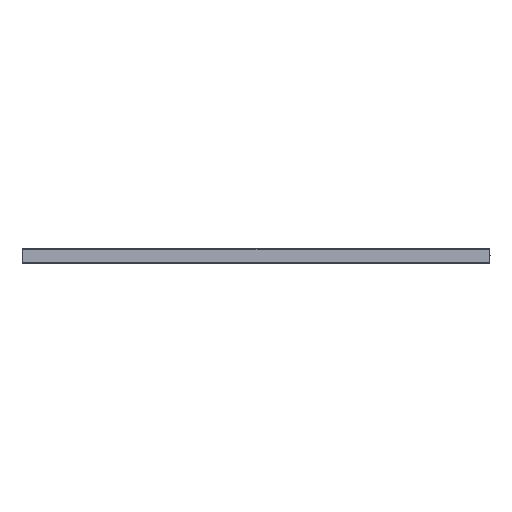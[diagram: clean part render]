
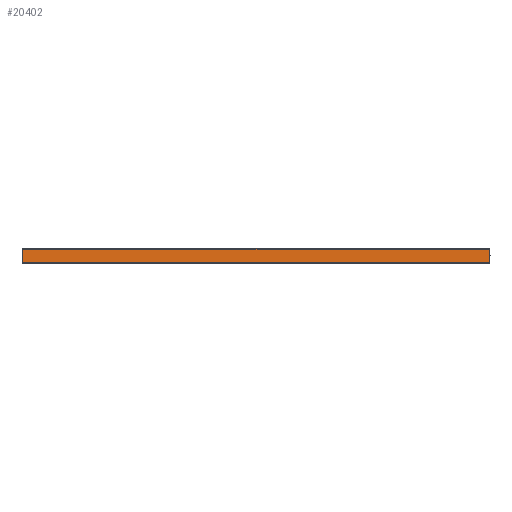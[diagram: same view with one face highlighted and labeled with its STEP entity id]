
A CAD part, top view. The second image highlights one B-rep face of the part: STEP entity #20402.
In plain terms, the highlighted planar face has unit normal (0, 0.035, 0.999).
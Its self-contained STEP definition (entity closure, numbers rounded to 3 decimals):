
#1=CARTESIAN_POINT('',(-650.,-1.967,436.172));
#2=CARTESIAN_POINT('',(-646.999,-1.969,436.172));
#3=CARTESIAN_POINT('',(-620.086,-1.989,436.173));
#4=CARTESIAN_POINT('',(-566.752,-2.024,436.174));
#5=CARTESIAN_POINT('',(-516.419,-2.039,436.174));
#6=CARTESIAN_POINT('',(-490.,-2.039,436.174));
#8=CARTESIAN_POINT('',(490.,-2.039,436.174));
#9=CARTESIAN_POINT('',(512.52,-2.039,436.174));
#10=CARTESIAN_POINT('',(557.35,-2.027,436.174));
#11=CARTESIAN_POINT('',(610.683,-1.995,436.173));
#12=CARTESIAN_POINT('',(641.497,-1.973,436.172));
#13=CARTESIAN_POINT('',(650.,-1.967,436.172));
#15=DIRECTION('',(0.,-0.999,0.035));
#16=VECTOR('',#15,38.056);
#17=CARTESIAN_POINT('',(-650.,-1.967,436.172));
#18=LINE('',#17,#16);
#93=DIRECTION('',(1.,0.,0.));
#94=VECTOR('',#93,1300.);
#95=CARTESIAN_POINT('',(-650.,-40.,437.5));
#96=LINE('',#95,#94);
#467=DIRECTION('',(0.,0.999,-0.035));
#468=VECTOR('',#467,38.056);
#469=CARTESIAN_POINT('',(650.,-40.,437.5));
#470=LINE('',#469,#468);
#576=CARTESIAN_POINT('',(490.,-2.039,436.174));
#577=CARTESIAN_POINT('',(480.595,-2.039,436.174));
#578=CARTESIAN_POINT('',(462.266,-2.038,436.174));
#579=CARTESIAN_POINT('',(436.502,-2.036,436.174));
#580=CARTESIAN_POINT('',(411.604,-2.033,436.174));
#581=CARTESIAN_POINT('',(386.59,-2.028,436.174));
#582=CARTESIAN_POINT('',(362.867,-2.023,436.174));
#583=CARTESIAN_POINT('',(338.492,-2.018,436.174));
#584=CARTESIAN_POINT('',(313.269,-2.011,436.173));
#585=CARTESIAN_POINT('',(287.125,-2.004,436.173));
#586=CARTESIAN_POINT('',(258.602,-1.996,436.173));
#587=CARTESIAN_POINT('',(226.769,-1.987,436.173));
#588=CARTESIAN_POINT('',(190.653,-1.977,436.172));
#589=CARTESIAN_POINT('',(149.069,-1.966,436.172));
#590=CARTESIAN_POINT('',(117.09,-1.959,436.172));
#591=CARTESIAN_POINT('',(100.087,-1.955,436.171));
#617=DIRECTION('',(-1.,0.,0.));
#618=VECTOR('',#617,100.087);
#619=CARTESIAN_POINT('',(100.087,-1.955,436.171));
#620=LINE('',#619,#618);
#626=DIRECTION('',(-1.,0.,0.));
#627=VECTOR('',#626,100.087);
#628=CARTESIAN_POINT('',(0.,-1.955,
436.171));
#629=LINE('',#628,#627);
#660=CARTESIAN_POINT('',(-100.087,-1.955,436.171));
#661=CARTESIAN_POINT('',(-143.442,-1.964,436.172));
#662=CARTESIAN_POINT('',(-230.131,-1.983,436.172));
#663=CARTESIAN_POINT('',(-360.102,-2.011,436.173));
#664=CARTESIAN_POINT('',(-446.708,-2.029,436.174));
#665=CARTESIAN_POINT('',(-490.,-2.039,436.174));
#18565=CARTESIAN_POINT('',(-650.,-1.967,436.172));
#18566=CARTESIAN_POINT('',(-650.,-40.,437.5));
#18567=VERTEX_POINT('',#18565);
#18568=VERTEX_POINT('',#18566);
#18569=VERTEX_POINT('',#6);
#18570=VERTEX_POINT('',#660);
#18571=CARTESIAN_POINT('',(0.,-1.955,
436.171));
#18572=VERTEX_POINT('',#18571);
#18573=CARTESIAN_POINT('',(100.087,-1.955,
436.171));
#18574=VERTEX_POINT('',#18573);
#18575=VERTEX_POINT('',#576);
#18576=VERTEX_POINT('',#13);
#18577=CARTESIAN_POINT('',(650.,-40.,437.5));
#18578=VERTEX_POINT('',#18577);
#20377=CARTESIAN_POINT('',(0.,-20.977,436.836));
#20378=DIRECTION('',(0.,0.035,0.999));
#20379=DIRECTION('',(0.,0.999,-0.035));
#20380=AXIS2_PLACEMENT_3D('',#20377,#20378,#20379);
#20381=PLANE('',#20380);
#20383=ORIENTED_EDGE('',*,*,#20382,.F.);
#20385=ORIENTED_EDGE('',*,*,#20384,.T.);
#20387=ORIENTED_EDGE('',*,*,#20386,.F.);
#20389=ORIENTED_EDGE('',*,*,#20388,.F.);
#20391=ORIENTED_EDGE('',*,*,#20390,.F.);
#20393=ORIENTED_EDGE('',*,*,#20392,.F.);
#20395=ORIENTED_EDGE('',*,*,#20394,.T.);
#20397=ORIENTED_EDGE('',*,*,#20396,.F.);
#20399=ORIENTED_EDGE('',*,*,#20398,.F.);
#20400=EDGE_LOOP('',(#20383,#20385,#20387,#20389,#20391,#20393,#20395,#20397,
#20399));
#20401=FACE_OUTER_BOUND('',#20400,.F.);
#20402=ADVANCED_FACE('',(#20401),#20381,.T.);
#7=B_SPLINE_CURVE_WITH_KNOTS('',3,(#1,#2,#3,#4,#5,#6),.UNSPECIFIED.,.F.,.F.,(4,
1,1,4),(0.,0.056,0.505,1.),.UNSPECIFIED.);
#14=B_SPLINE_CURVE_WITH_KNOTS('',3,(#8,#9,#10,#11,#12,#13),.UNSPECIFIED.,.F.,
.F.,(4,1,1,4),(0.,0.422,0.841,1.),.UNSPECIFIED.);
#592=B_SPLINE_CURVE_WITH_KNOTS('',3,(#576,#577,#578,#579,#580,#581,#582,#583,
#584,#585,#586,#587,#588,#589,#590,#591),.UNSPECIFIED.,.F.,.F.,(4,1,1,1,1,1,1,1,
1,1,1,1,1,4),(0.,0.077,0.154,0.231,
0.308,0.385,0.462,0.538,
0.615,0.692,0.769,0.846,
0.923,1.),.UNSPECIFIED.);
#666=B_SPLINE_CURVE_WITH_KNOTS('',3,(#660,#661,#662,#663,#664,#665),
.UNSPECIFIED.,.F.,.F.,(4,1,1,4),(0.,0.333,0.667,1.),
.UNSPECIFIED.);
#20382=EDGE_CURVE('',#18567,#18568,#18,.T.);
#20384=EDGE_CURVE('',#18567,#18569,#7,.T.);
#20386=EDGE_CURVE('',#18570,#18569,#666,.T.);
#20388=EDGE_CURVE('',#18572,#18570,#629,.T.);
#20390=EDGE_CURVE('',#18574,#18572,#620,.T.);
#20392=EDGE_CURVE('',#18575,#18574,#592,.T.);
#20394=EDGE_CURVE('',#18575,#18576,#14,.T.);
#20396=EDGE_CURVE('',#18578,#18576,#470,.T.);
#20398=EDGE_CURVE('',#18568,#18578,#96,.T.);
